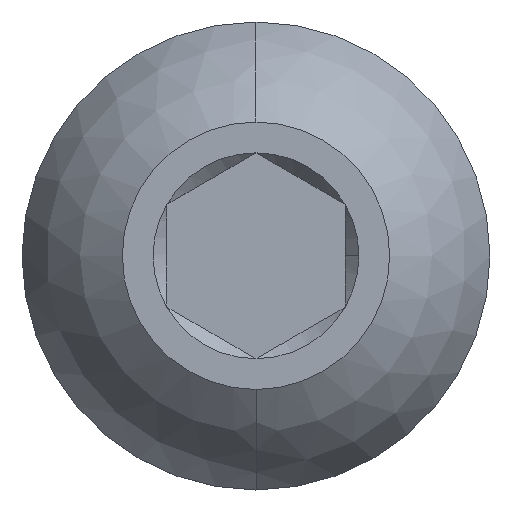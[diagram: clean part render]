
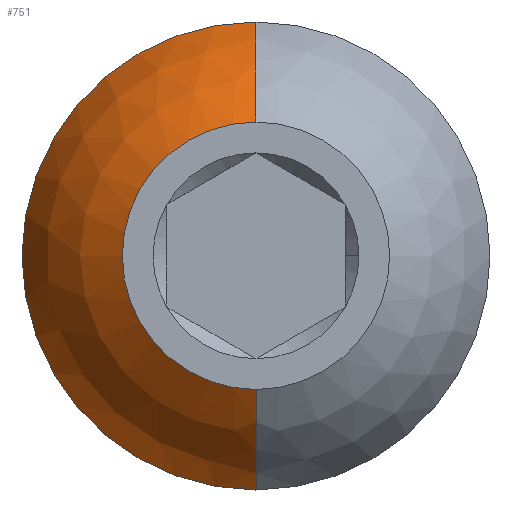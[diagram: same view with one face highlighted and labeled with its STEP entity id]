
A CAD part, top view. The second image highlights one B-rep face of the part: STEP entity #751.
In plain terms, the highlighted spherical face has radius 5.585 mm.
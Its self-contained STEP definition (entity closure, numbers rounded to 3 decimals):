
#5 = EDGE_CURVE ( 'NONE', #496, #94, #743, .T. ) ;
#6 = VERTEX_POINT ( 'NONE', #278 ) ;
#22 = CARTESIAN_POINT ( 'NONE',  ( 0., 0., -2.805 ) ) ;
#26 = DIRECTION ( 'NONE',  ( 0., 0., 1. ) ) ;
#55 = EDGE_CURVE ( 'NONE', #496, #6, #584, .T. ) ;
#72 = DIRECTION ( 'NONE',  ( 1., 0., 0. ) ) ;
#75 = CIRCLE ( 'NONE', #760, 3. ) ;
#94 = VERTEX_POINT ( 'NONE', #405 ) ;
#103 = ORIENTED_EDGE ( 'NONE', *, *, #5, .T. ) ;
#139 = CARTESIAN_POINT ( 'NONE',  ( 0., -5.25, -2.805 ) ) ;
#145 = DIRECTION ( 'NONE',  ( 0., -1., 0. ) ) ;
#171 = EDGE_LOOP ( 'NONE', ( #330, #103, #364, #492, #641 ) ) ;
#179 = EDGE_CURVE ( 'NONE', #94, #234, #768, .T. ) ;
#203 = CARTESIAN_POINT ( 'NONE',  ( 0., 0., -4.711 ) ) ;
#207 = CARTESIAN_POINT ( 'NONE',  ( 0., 0., -2.805 ) ) ;
#233 = AXIS2_PLACEMENT_3D ( 'NONE', #615, #726, #240 ) ;
#234 = VERTEX_POINT ( 'NONE', #139 ) ;
#240 = DIRECTION ( 'NONE',  ( 0., 1., 0. ) ) ;
#249 = EDGE_CURVE ( 'NONE', #234, #549, #433, .T. ) ;
#250 = AXIS2_PLACEMENT_3D ( 'NONE', #22, #26, #457 ) ;
#259 = DIRECTION ( 'NONE',  ( -1., 0., 0. ) ) ;
#278 = CARTESIAN_POINT ( 'NONE',  ( 0., 3., 0. ) ) ;
#330 = ORIENTED_EDGE ( 'NONE', *, *, #55, .F. ) ;
#364 = ORIENTED_EDGE ( 'NONE', *, *, #179, .T. ) ;
#399 = DIRECTION ( 'NONE',  ( 0., -1., 0. ) ) ;
#405 = CARTESIAN_POINT ( 'NONE',  ( -5.25, 0., -2.805 ) ) ;
#433 = CIRCLE ( 'NONE', #645, 5.585 ) ;
#457 = DIRECTION ( 'NONE',  ( 1., 0., 0. ) ) ;
#492 = ORIENTED_EDGE ( 'NONE', *, *, #249, .T. ) ;
#496 = VERTEX_POINT ( 'NONE', #551 ) ;
#530 = CARTESIAN_POINT ( 'NONE',  ( 0., 0., 0. ) ) ;
#541 = AXIS2_PLACEMENT_3D ( 'NONE', #207, #697, #72 ) ;
#549 = VERTEX_POINT ( 'NONE', #559 ) ;
#551 = CARTESIAN_POINT ( 'NONE',  ( 0., 5.25, -2.805 ) ) ;
#559 = CARTESIAN_POINT ( 'NONE',  ( 0., -3., 0. ) ) ;
#584 = CIRCLE ( 'NONE', #233, 5.585 ) ;
#592 = SPHERICAL_SURFACE ( 'NONE', #628, 5.585 ) ;
#615 = CARTESIAN_POINT ( 'NONE',  ( 0., 0., -4.711 ) ) ;
#628 = AXIS2_PLACEMENT_3D ( 'NONE', #646, #787, #399 ) ;
#641 = ORIENTED_EDGE ( 'NONE', *, *, #741, .F. ) ;
#642 = FACE_OUTER_BOUND ( 'NONE', #171, .T. ) ;
#645 = AXIS2_PLACEMENT_3D ( 'NONE', #203, #259, #145 ) ;
#646 = CARTESIAN_POINT ( 'NONE',  ( 0., 0., -4.711 ) ) ;
#697 = DIRECTION ( 'NONE',  ( 0., 0., 1. ) ) ;
#711 = DIRECTION ( 'NONE',  ( 1., 0., 0. ) ) ;
#715 = DIRECTION ( 'NONE',  ( 0., 0., 1. ) ) ;
#726 = DIRECTION ( 'NONE',  ( 1., 0., 0. ) ) ;
#741 = EDGE_CURVE ( 'NONE', #6, #549, #75, .T. ) ;
#743 = CIRCLE ( 'NONE', #250, 5.25 ) ;
#751 = ADVANCED_FACE ( 'NONE', ( #642 ), #592, .T. ) ;
#760 = AXIS2_PLACEMENT_3D ( 'NONE', #530, #715, #711 ) ;
#768 = CIRCLE ( 'NONE', #541, 5.25 ) ;
#787 = DIRECTION ( 'NONE',  ( 0., 0., -1. ) ) ;
